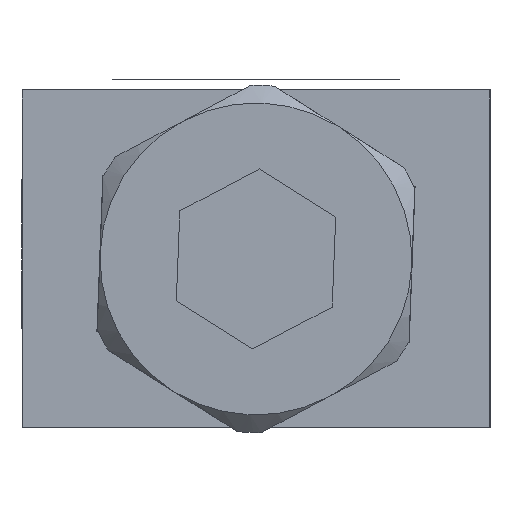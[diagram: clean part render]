
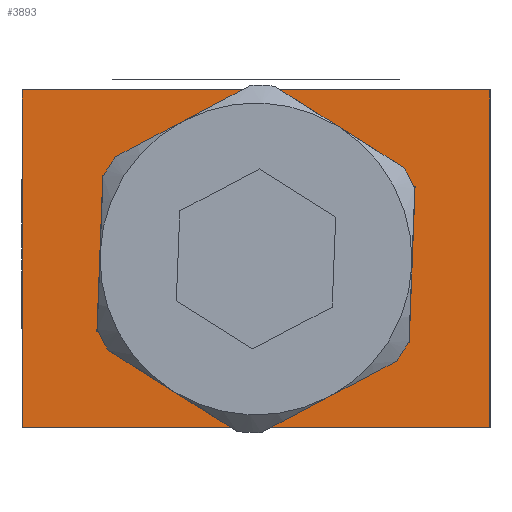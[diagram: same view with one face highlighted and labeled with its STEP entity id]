
A CAD part, front view. The second image highlights one B-rep face of the part: STEP entity #3893.
In plain terms, the highlighted planar face has unit normal (0, -1, 0).
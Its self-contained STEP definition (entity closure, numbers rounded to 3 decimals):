
#1319 = CARTESIAN_POINT ( 'NONE',  ( -28.575, -13.999, 20.638 ) ) ;
#1826 = CARTESIAN_POINT ( 'NONE',  ( -28.575, -13.999, -20.637 ) ) ;
#2048 = EDGE_LOOP ( 'NONE', ( #13917, #31576 ) ) ;
#2404 = PLANE ( 'NONE',  #16754 ) ;
#2557 = FACE_BOUND ( 'NONE', #2048, .T. ) ;
#2741 = EDGE_LOOP ( 'NONE', ( #11437, #6280, #11344, #3558 ) ) ;
#3268 = CARTESIAN_POINT ( 'NONE',  ( 0., -13.999, 0. ) ) ;
#3558 = ORIENTED_EDGE ( 'NONE', *, *, #32380, .T. ) ;
#3708 = CIRCLE ( 'NONE', #30003, 18.669 ) ;
#3893 = ADVANCED_FACE ( 'NONE', ( #7520, #2557 ), #2404, .F. ) ;
#4732 = LINE ( 'NONE', #7848, #16502 ) ;
#6280 = ORIENTED_EDGE ( 'NONE', *, *, #24683, .T. ) ;
#7520 = FACE_OUTER_BOUND ( 'NONE', #2741, .T. ) ;
#7525 = CARTESIAN_POINT ( 'NONE',  ( -28.575, -13.999, -20.637 ) ) ;
#7569 = DIRECTION ( 'NONE',  ( 0., 0., 1. ) ) ;
#7848 = CARTESIAN_POINT ( 'NONE',  ( 28.575, -13.999, -20.637 ) ) ;
#7931 = AXIS2_PLACEMENT_3D ( 'NONE', #25957, #10805, #7569 ) ;
#8159 = EDGE_CURVE ( 'NONE', #22062, #20503, #4732, .T. ) ;
#8378 = DIRECTION ( 'NONE',  ( -1., 0., 0. ) ) ;
#9388 = DIRECTION ( 'NONE',  ( 1., 0., 0. ) ) ;
#9860 = VERTEX_POINT ( 'NONE', #12189 ) ;
#10147 = DIRECTION ( 'NONE',  ( 0., 1., 0. ) ) ;
#10805 = DIRECTION ( 'NONE',  ( 0., 1., 0. ) ) ;
#11344 = ORIENTED_EDGE ( 'NONE', *, *, #12710, .T. ) ;
#11437 = ORIENTED_EDGE ( 'NONE', *, *, #8159, .T. ) ;
#11990 = CARTESIAN_POINT ( 'NONE',  ( 0., -13.999, 18.669 ) ) ;
#12189 = CARTESIAN_POINT ( 'NONE',  ( -28.575, -13.999, -20.637 ) ) ;
#12710 = EDGE_CURVE ( 'NONE', #19276, #9860, #24635, .T. ) ;
#13194 = CIRCLE ( 'NONE', #7931, 18.669 ) ;
#13319 = DIRECTION ( 'NONE',  ( 0., 1., 0. ) ) ;
#13327 = CARTESIAN_POINT ( 'NONE',  ( -28.575, -13.999, 20.638 ) ) ;
#13791 = CARTESIAN_POINT ( 'NONE',  ( 28.575, -13.999, -20.637 ) ) ;
#13917 = ORIENTED_EDGE ( 'NONE', *, *, #16273, .T. ) ;
#14654 = CARTESIAN_POINT ( 'NONE',  ( 0., -13.999, -18.669 ) ) ;
#15067 = CARTESIAN_POINT ( 'NONE',  ( 28.575, -13.999, 20.638 ) ) ;
#16273 = EDGE_CURVE ( 'NONE', #27805, #18654, #3708, .T. ) ;
#16502 = VECTOR ( 'NONE', #22495, 1000. ) ;
#16754 = AXIS2_PLACEMENT_3D ( 'NONE', #15067, #10147, #20176 ) ;
#17401 = CARTESIAN_POINT ( 'NONE',  ( 28.575, -13.999, 20.638 ) ) ;
#17547 = DIRECTION ( 'NONE',  ( 0., 0., -1. ) ) ;
#17904 = LINE ( 'NONE', #13327, #21595 ) ;
#18654 = VERTEX_POINT ( 'NONE', #11990 ) ;
#19276 = VERTEX_POINT ( 'NONE', #1319 ) ;
#20176 = DIRECTION ( 'NONE',  ( 0., 0., 1. ) ) ;
#20503 = VERTEX_POINT ( 'NONE', #17401 ) ;
#21595 = VECTOR ( 'NONE', #8378, 1000. ) ;
#22062 = VERTEX_POINT ( 'NONE', #13791 ) ;
#22301 = VECTOR ( 'NONE', #9388, 1000. ) ;
#22495 = DIRECTION ( 'NONE',  ( 0., 0., 1. ) ) ;
#23357 = DIRECTION ( 'NONE',  ( 0., 0., 1. ) ) ;
#23939 = EDGE_CURVE ( 'NONE', #18654, #27805, #13194, .T. ) ;
#24635 = LINE ( 'NONE', #7525, #26901 ) ;
#24683 = EDGE_CURVE ( 'NONE', #20503, #19276, #17904, .T. ) ;
#24697 = LINE ( 'NONE', #1826, #22301 ) ;
#25957 = CARTESIAN_POINT ( 'NONE',  ( 0., -13.999, 0. ) ) ;
#26901 = VECTOR ( 'NONE', #17547, 1000. ) ;
#27805 = VERTEX_POINT ( 'NONE', #14654 ) ;
#30003 = AXIS2_PLACEMENT_3D ( 'NONE', #3268, #13319, #23357 ) ;
#31576 = ORIENTED_EDGE ( 'NONE', *, *, #23939, .T. ) ;
#32380 = EDGE_CURVE ( 'NONE', #9860, #22062, #24697, .T. ) ;
